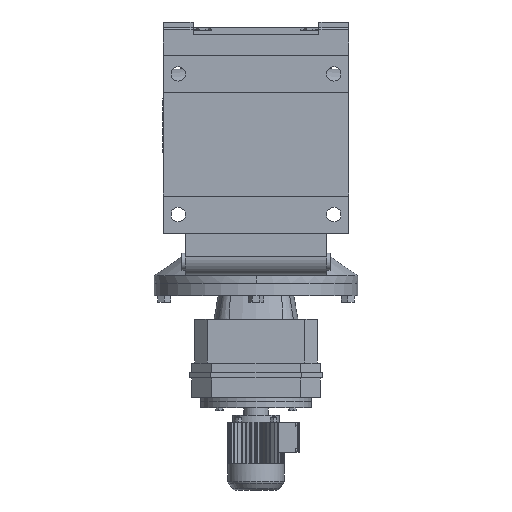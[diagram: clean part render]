
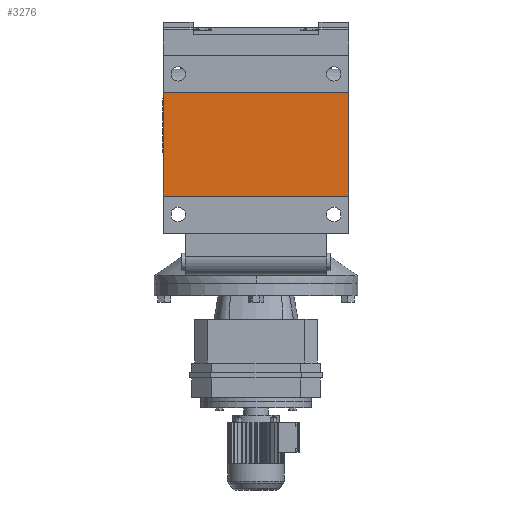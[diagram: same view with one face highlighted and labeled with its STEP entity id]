
A CAD part, front view. The second image highlights one B-rep face of the part: STEP entity #3276.
In plain terms, the highlighted planar face has unit normal (0, -1, 0).
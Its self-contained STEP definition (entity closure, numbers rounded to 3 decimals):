
#401 = PLANE('',#402);
#402 = AXIS2_PLACEMENT_3D('',#403,#404,#405);
#403 = CARTESIAN_POINT('',(-250.,-379.25,225.));
#404 = DIRECTION('',(1.,0.,0.));
#405 = DIRECTION('',(0.,0.,-1.));
#575 = PLANE('',#576);
#576 = AXIS2_PLACEMENT_3D('',#577,#578,#579);
#577 = CARTESIAN_POINT('',(250.,-379.25,225.));
#578 = DIRECTION('',(1.,0.,0.));
#579 = DIRECTION('',(0.,0.,-1.));
#601 = PLANE('',#602);
#602 = AXIS2_PLACEMENT_3D('',#603,#604,#605);
#603 = CARTESIAN_POINT('',(250.,-434.25,-190.));
#604 = DIRECTION('',(0.,0.,-1.));
#605 = DIRECTION('',(-1.,0.,0.));
#783 = VERTEX_POINT('',#784);
#784 = CARTESIAN_POINT('',(-250.,-434.25,-190.));
#805 = EDGE_CURVE('',#806,#783,#808,.T.);
#806 = VERTEX_POINT('',#807);
#807 = CARTESIAN_POINT('',(-250.,-434.25,90.));
#808 = SURFACE_CURVE('',#809,(#813,#820),.PCURVE_S1.);
#809 = LINE('',#810,#811);
#810 = CARTESIAN_POINT('',(-250.,-434.25,90.));
#811 = VECTOR('',#812,1.);
#812 = DIRECTION('',(0.,0.,-1.));
#813 = PCURVE('',#401,#814);
#814 = DEFINITIONAL_REPRESENTATION('',(#815),#819);
#815 = LINE('',#816,#817);
#816 = CARTESIAN_POINT('',(135.,-55.));
#817 = VECTOR('',#818,1.);
#818 = DIRECTION('',(1.,0.));
#819 = ( GEOMETRIC_REPRESENTATION_CONTEXT(2) 
PARAMETRIC_REPRESENTATION_CONTEXT() REPRESENTATION_CONTEXT('2D SPACE',''
  ) );
#820 = PCURVE('',#821,#826);
#821 = PLANE('',#822);
#822 = AXIS2_PLACEMENT_3D('',#823,#824,#825);
#823 = CARTESIAN_POINT('',(190.5,-434.25,230.));
#824 = DIRECTION('',(0.,1.,0.));
#825 = DIRECTION('',(0.,0.,1.));
#826 = DEFINITIONAL_REPRESENTATION('',(#827),#831);
#827 = LINE('',#828,#829);
#828 = CARTESIAN_POINT('',(-140.,-440.5));
#829 = VECTOR('',#830,1.);
#830 = DIRECTION('',(-1.,0.));
#831 = ( GEOMETRIC_REPRESENTATION_CONTEXT(2) 
PARAMETRIC_REPRESENTATION_CONTEXT() REPRESENTATION_CONTEXT('2D SPACE',''
  ) );
#849 = PLANE('',#850);
#850 = AXIS2_PLACEMENT_3D('',#851,#852,#853);
#851 = CARTESIAN_POINT('',(250.,-434.25,90.));
#852 = DIRECTION('',(0.,0.,1.));
#853 = DIRECTION('',(1.,0.,0.));
#3038 = VERTEX_POINT('',#3039);
#3039 = CARTESIAN_POINT('',(250.,-434.25,90.));
#3060 = EDGE_CURVE('',#3038,#3061,#3063,.T.);
#3061 = VERTEX_POINT('',#3062);
#3062 = CARTESIAN_POINT('',(250.,-434.25,-190.));
#3063 = SURFACE_CURVE('',#3064,(#3068,#3075),.PCURVE_S1.);
#3064 = LINE('',#3065,#3066);
#3065 = CARTESIAN_POINT('',(250.,-434.25,90.));
#3066 = VECTOR('',#3067,1.);
#3067 = DIRECTION('',(0.,0.,-1.));
#3068 = PCURVE('',#575,#3069);
#3069 = DEFINITIONAL_REPRESENTATION('',(#3070),#3074);
#3070 = LINE('',#3071,#3072);
#3071 = CARTESIAN_POINT('',(135.,-55.));
#3072 = VECTOR('',#3073,1.);
#3073 = DIRECTION('',(1.,0.));
#3074 = ( GEOMETRIC_REPRESENTATION_CONTEXT(2) 
PARAMETRIC_REPRESENTATION_CONTEXT() REPRESENTATION_CONTEXT('2D SPACE',''
  ) );
#3075 = PCURVE('',#821,#3076);
#3076 = DEFINITIONAL_REPRESENTATION('',(#3077),#3081);
#3077 = LINE('',#3078,#3079);
#3078 = CARTESIAN_POINT('',(-140.,59.5));
#3079 = VECTOR('',#3080,1.);
#3080 = DIRECTION('',(-1.,0.));
#3081 = ( GEOMETRIC_REPRESENTATION_CONTEXT(2) 
PARAMETRIC_REPRESENTATION_CONTEXT() REPRESENTATION_CONTEXT('2D SPACE',''
  ) );
#3225 = EDGE_CURVE('',#3061,#783,#3226,.T.);
#3226 = SURFACE_CURVE('',#3227,(#3231,#3238),.PCURVE_S1.);
#3227 = LINE('',#3228,#3229);
#3228 = CARTESIAN_POINT('',(250.,-434.25,-190.));
#3229 = VECTOR('',#3230,1.);
#3230 = DIRECTION('',(-1.,0.,0.));
#3231 = PCURVE('',#601,#3232);
#3232 = DEFINITIONAL_REPRESENTATION('',(#3233),#3237);
#3233 = LINE('',#3234,#3235);
#3234 = CARTESIAN_POINT('',(0.,0.));
#3235 = VECTOR('',#3236,1.);
#3236 = DIRECTION('',(1.,0.));
#3237 = ( GEOMETRIC_REPRESENTATION_CONTEXT(2) 
PARAMETRIC_REPRESENTATION_CONTEXT() REPRESENTATION_CONTEXT('2D SPACE',''
  ) );
#3238 = PCURVE('',#821,#3239);
#3239 = DEFINITIONAL_REPRESENTATION('',(#3240),#3244);
#3240 = LINE('',#3241,#3242);
#3241 = CARTESIAN_POINT('',(-420.,59.5));
#3242 = VECTOR('',#3243,1.);
#3243 = DIRECTION('',(0.,-1.));
#3244 = ( GEOMETRIC_REPRESENTATION_CONTEXT(2) 
PARAMETRIC_REPRESENTATION_CONTEXT() REPRESENTATION_CONTEXT('2D SPACE',''
  ) );
#3276 = ADVANCED_FACE('',(#3277),#821,.F.);
#3277 = FACE_BOUND('',#3278,.T.);
#3278 = EDGE_LOOP('',(#3279,#3300,#3301,#3302));
#3279 = ORIENTED_EDGE('',*,*,#3280,.T.);
#3280 = EDGE_CURVE('',#3038,#806,#3281,.T.);
#3281 = SURFACE_CURVE('',#3282,(#3286,#3293),.PCURVE_S1.);
#3282 = LINE('',#3283,#3284);
#3283 = CARTESIAN_POINT('',(250.,-434.25,90.));
#3284 = VECTOR('',#3285,1.);
#3285 = DIRECTION('',(-1.,0.,0.));
#3286 = PCURVE('',#821,#3287);
#3287 = DEFINITIONAL_REPRESENTATION('',(#3288),#3292);
#3288 = LINE('',#3289,#3290);
#3289 = CARTESIAN_POINT('',(-140.,59.5));
#3290 = VECTOR('',#3291,1.);
#3291 = DIRECTION('',(0.,-1.));
#3292 = ( GEOMETRIC_REPRESENTATION_CONTEXT(2) 
PARAMETRIC_REPRESENTATION_CONTEXT() REPRESENTATION_CONTEXT('2D SPACE',''
  ) );
#3293 = PCURVE('',#849,#3294);
#3294 = DEFINITIONAL_REPRESENTATION('',(#3295),#3299);
#3295 = LINE('',#3296,#3297);
#3296 = CARTESIAN_POINT('',(0.,0.));
#3297 = VECTOR('',#3298,1.);
#3298 = DIRECTION('',(-1.,0.));
#3299 = ( GEOMETRIC_REPRESENTATION_CONTEXT(2) 
PARAMETRIC_REPRESENTATION_CONTEXT() REPRESENTATION_CONTEXT('2D SPACE',''
  ) );
#3300 = ORIENTED_EDGE('',*,*,#805,.T.);
#3301 = ORIENTED_EDGE('',*,*,#3225,.F.);
#3302 = ORIENTED_EDGE('',*,*,#3060,.F.);
